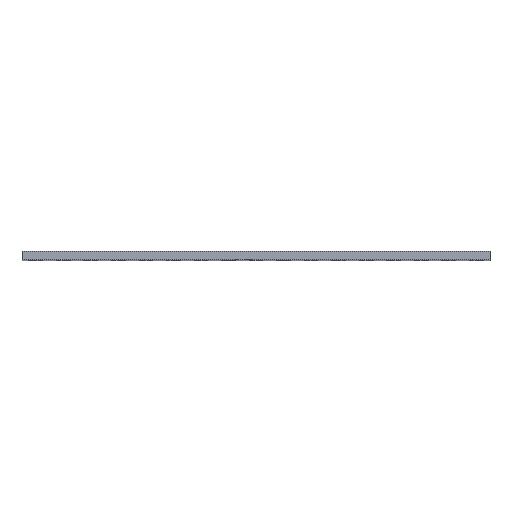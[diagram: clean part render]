
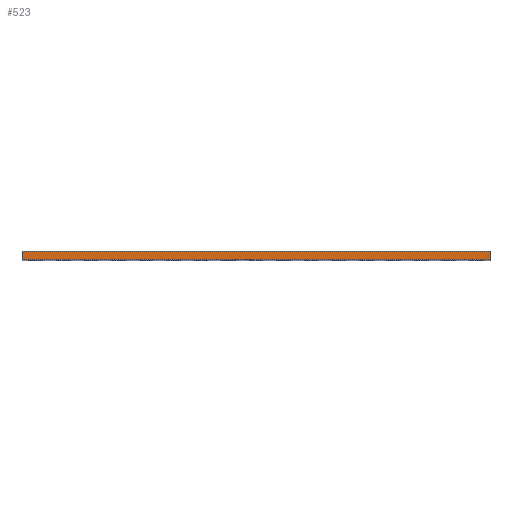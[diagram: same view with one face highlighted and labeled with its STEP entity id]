
A CAD part, top view. The second image highlights one B-rep face of the part: STEP entity #523.
In plain terms, the highlighted planar face has unit normal (0, 0, 1).
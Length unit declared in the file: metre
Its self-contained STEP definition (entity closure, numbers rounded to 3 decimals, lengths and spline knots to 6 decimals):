
#523 = ADVANCED_FACE( 'NONE', ( #1538 ), #1539, .F. );
#1538 = FACE_OUTER_BOUND( '', #4521, .T. );
#1539 = PLANE( '', #4522 );
#4521 = EDGE_LOOP( '', ( #7498, #7499, #7500, #7501 ) );
#4522 = AXIS2_PLACEMENT_3D( '', #7502, #7503, #7504 );
#7498 = ORIENTED_EDGE( '', *, *, #11490, .T. );
#7499 = ORIENTED_EDGE( '', *, *, #11491, .F. );
#7500 = ORIENTED_EDGE( '', *, *, #11492, .F. );
#7501 = ORIENTED_EDGE( '', *, *, #11493, .T. );
#7502 = CARTESIAN_POINT( '', ( 0.1, 0.0025, 0.228 ) );
#7503 = DIRECTION( '', ( 0., 0., -1. ) );
#7504 = DIRECTION( '', ( 0., -1., 0. ) );
#11490 = EDGE_CURVE( 'NONE', #12987, #12988, #12989, .T. );
#11491 = EDGE_CURVE( 'NONE', #12990, #12988, #12991, .T. );
#11492 = EDGE_CURVE( 'NONE', #12992, #12990, #12993, .T. );
#11493 = EDGE_CURVE( 'NONE', #12992, #12987, #12994, .T. );
#12987 = VERTEX_POINT( 'NONE', #15478 );
#12988 = VERTEX_POINT( 'NONE', #15479 );
#12989 = LINE( '', #15480, #15481 );
#12990 = VERTEX_POINT( 'NONE', #15482 );
#12991 = LINE( '', #15483, #15484 );
#12992 = VERTEX_POINT( 'NONE', #15485 );
#12993 = LINE( '', #15486, #15487 );
#12994 = LINE( '', #15488, #15489 );
#15478 = CARTESIAN_POINT( '', ( -0.004, 0., 0.228 ) );
#15479 = CARTESIAN_POINT( '', ( 0.132, 0., 0.228 ) );
#15480 = CARTESIAN_POINT( '', ( 0.1, 0., 0.228 ) );
#15481 = VECTOR( '', #17980, 1. );
#15482 = CARTESIAN_POINT( '', ( 0.132, 0.0025, 0.228 ) );
#15483 = CARTESIAN_POINT( '', ( 0.132, 0.0025, 0.228 ) );
#15484 = VECTOR( '', #17981, 1. );
#15485 = CARTESIAN_POINT( '', ( -0.004, 0.0025, 0.228 ) );
#15486 = CARTESIAN_POINT( '', ( 0.1, 0.0025, 0.228 ) );
#15487 = VECTOR( '', #17982, 1. );
#15488 = CARTESIAN_POINT( '', ( -0.004, 0.0025, 0.228 ) );
#15489 = VECTOR( '', #17983, 1. );
#17980 = DIRECTION( '', ( 1., 0., 0. ) );
#17981 = DIRECTION( '', ( 0., -1., 0. ) );
#17982 = DIRECTION( '', ( 1., 0., 0. ) );
#17983 = DIRECTION( '', ( 0., -1., 0. ) );
